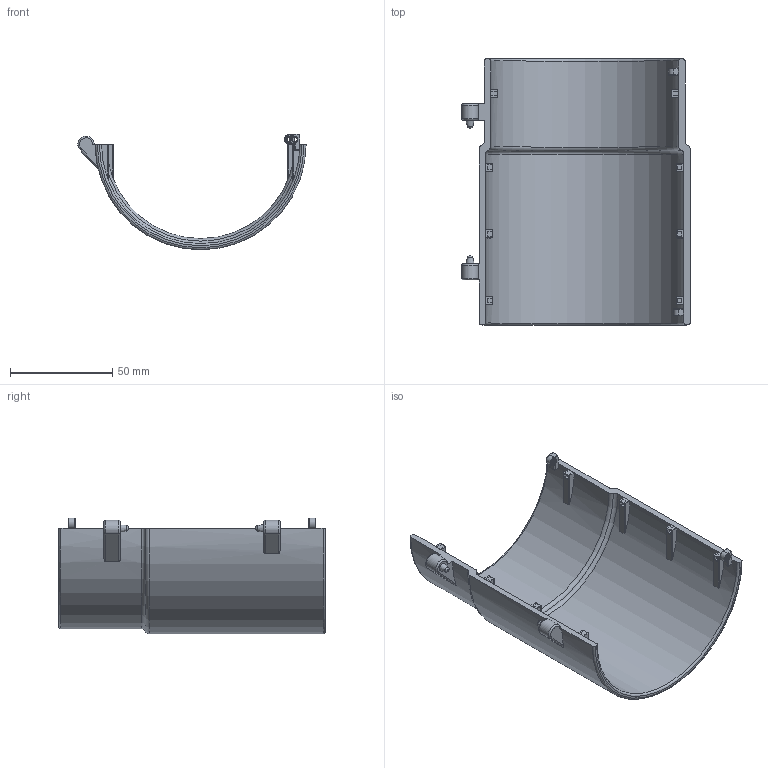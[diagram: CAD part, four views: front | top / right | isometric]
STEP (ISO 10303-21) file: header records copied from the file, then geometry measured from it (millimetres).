
FILE_DESCRIPTION(/* description */ (''),/* implementation_level */ '2;1');
FILE_NAME(/* name */ 'BottomTube.step',/* time_stamp */ '2024-10-22T17:42:32+02:00',/* author */ (''),/* organization */ (''),/* preprocessor_version */ 'ST-DEVELOPER v20',/* originating_system */ 'Autodesk Translation Framework v13.20.0.188',/* authorisation */ '');
FILE_SCHEMA (('AUTOMOTIVE_DESIGN { 1 0 10303 214 3 1 1 }'));
Length unit declared in the file: millimetre
Products named in the file (2): PipboyV1; BottomTube
Assembly tree (1 placements, depth 2):
  PipboyV1
    BottomTube
Bounding box: 111.49 x 130 x 56.5 mm (x, y, z)
Volume: 64188.4 mm3; surface area: 44034.8 mm2
Topology: 1 solids, 1 shells, 240 faces, 643 edges, 419 vertices
Faces by surface type: plane 134, cylinder 78, torus 16, bspline 6, sphere 4, cone 2
Full cylindrical faces by diameter (mm): 2.529 x7, 3.086 x6
Entity records: 9986 total; most frequent: CARTESIAN_POINT 4010, ORIENTED_EDGE 1286, DIRECTION 1152, EDGE_CURVE 643, VERTEX_POINT 419, LINE 398, VECTOR 398, AXIS2_PLACEMENT_3D 377
